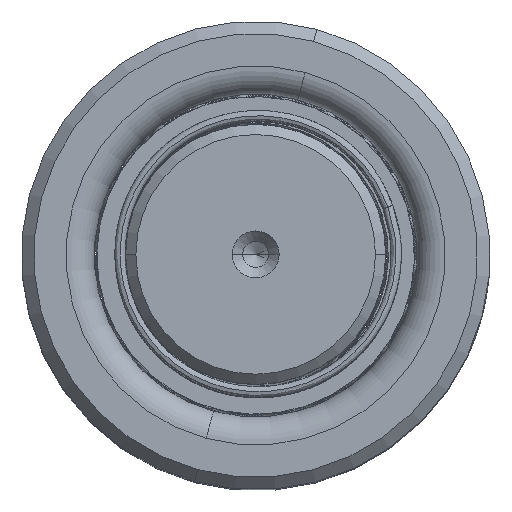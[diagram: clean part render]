
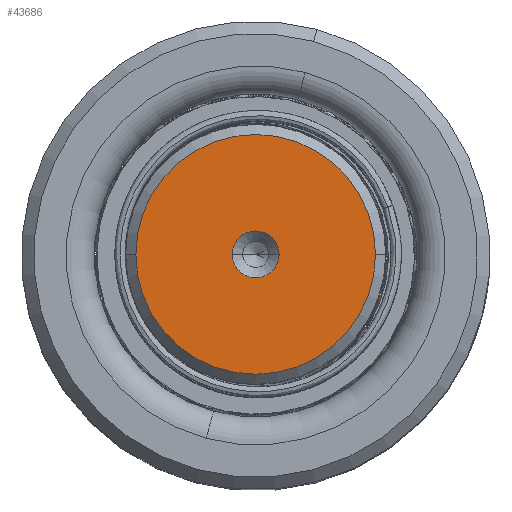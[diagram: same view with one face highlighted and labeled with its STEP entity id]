
A CAD part, top view. The second image highlights one B-rep face of the part: STEP entity #43686.
In plain terms, the highlighted planar face has unit normal (0, 0, 1).
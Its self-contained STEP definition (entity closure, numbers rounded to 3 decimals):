
#1365 = CARTESIAN_POINT ( 'NONE',  ( 0., 0., 120. ) ) ;
#2527 = AXIS2_PLACEMENT_3D ( 'NONE', #33866, #11765, #19161 ) ;
#2636 = CARTESIAN_POINT ( 'NONE',  ( -11.509, 0., 120. ) ) ;
#3269 = CARTESIAN_POINT ( 'NONE',  ( 0., 0., 120. ) ) ;
#3409 = DIRECTION ( 'NONE',  ( 0., 0., 1. ) ) ;
#3652 = AXIS2_PLACEMENT_3D ( 'NONE', #1365, #23984, #34973 ) ;
#4949 = DIRECTION ( 'NONE',  ( 0., 0., 1. ) ) ;
#5417 = VERTEX_POINT ( 'NONE', #22686 ) ;
#5718 = AXIS2_PLACEMENT_3D ( 'NONE', #16110, #4949, #23523 ) ;
#5935 = PLANE ( 'NONE',  #17837 ) ;
#6689 = VERTEX_POINT ( 'NONE', #30868 ) ;
#8549 = EDGE_CURVE ( 'NONE', #21150, #5417, #39833, .T. ) ;
#9369 = CIRCLE ( 'NONE', #5718, 11.509 ) ;
#10830 = EDGE_CURVE ( 'NONE', #6689, #21942, #11503, .T. ) ;
#11503 = CIRCLE ( 'NONE', #38977, 11.509 ) ;
#11765 = DIRECTION ( 'NONE',  ( 0., 0., 1. ) ) ;
#11934 = FACE_OUTER_BOUND ( 'NONE', #27419, .T. ) ;
#12886 = CARTESIAN_POINT ( 'NONE',  ( 2.25, 0., 120. ) ) ;
#13170 = EDGE_CURVE ( 'NONE', #5417, #21150, #44537, .T. ) ;
#15755 = ORIENTED_EDGE ( 'NONE', *, *, #20995, .T. ) ;
#16110 = CARTESIAN_POINT ( 'NONE',  ( 0., 0., 120. ) ) ;
#17265 = DIRECTION ( 'NONE',  ( 0., 0., 1. ) ) ;
#17837 = AXIS2_PLACEMENT_3D ( 'NONE', #42621, #17265, #46348 ) ;
#18146 = DIRECTION ( 'NONE',  ( 1., 0., 0. ) ) ;
#19161 = DIRECTION ( 'NONE',  ( 1., 0., 0. ) ) ;
#20995 = EDGE_CURVE ( 'NONE', #21942, #6689, #9369, .T. ) ;
#21150 = VERTEX_POINT ( 'NONE', #12886 ) ;
#21942 = VERTEX_POINT ( 'NONE', #2636 ) ;
#22686 = CARTESIAN_POINT ( 'NONE',  ( -2.25, 0., 120. ) ) ;
#22859 = FACE_BOUND ( 'NONE', #43711, .T. ) ;
#23523 = DIRECTION ( 'NONE',  ( 1., 0., 0. ) ) ;
#23984 = DIRECTION ( 'NONE',  ( 0., 0., 1. ) ) ;
#27419 = EDGE_LOOP ( 'NONE', ( #15755, #39006 ) ) ;
#29141 = ORIENTED_EDGE ( 'NONE', *, *, #13170, .F. ) ;
#30868 = CARTESIAN_POINT ( 'NONE',  ( 11.509, 0., 120. ) ) ;
#31391 = ORIENTED_EDGE ( 'NONE', *, *, #8549, .F. ) ;
#33866 = CARTESIAN_POINT ( 'NONE',  ( 0., 0., 120. ) ) ;
#34973 = DIRECTION ( 'NONE',  ( 1., 0., 0. ) ) ;
#38977 = AXIS2_PLACEMENT_3D ( 'NONE', #3269, #3409, #18146 ) ;
#39006 = ORIENTED_EDGE ( 'NONE', *, *, #10830, .T. ) ;
#39833 = CIRCLE ( 'NONE', #3652, 2.25 ) ;
#42621 = CARTESIAN_POINT ( 'NONE',  ( 0., 0., 120. ) ) ;
#43686 = ADVANCED_FACE ( 'NONE', ( #22859, #11934 ), #5935, .T. ) ;
#43711 = EDGE_LOOP ( 'NONE', ( #31391, #29141 ) ) ;
#44537 = CIRCLE ( 'NONE', #2527, 2.25 ) ;
#46348 = DIRECTION ( 'NONE',  ( 1., 0., 0. ) ) ;
